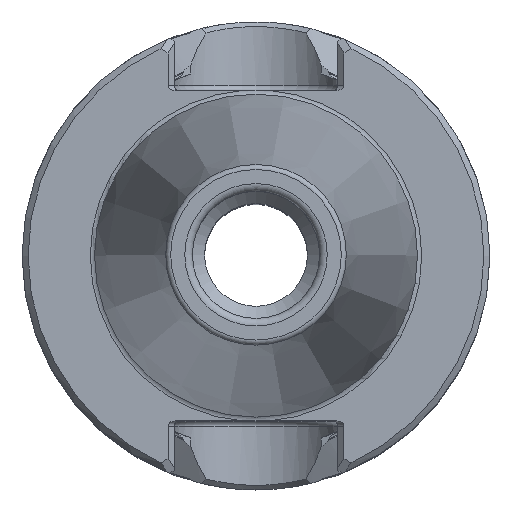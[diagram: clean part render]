
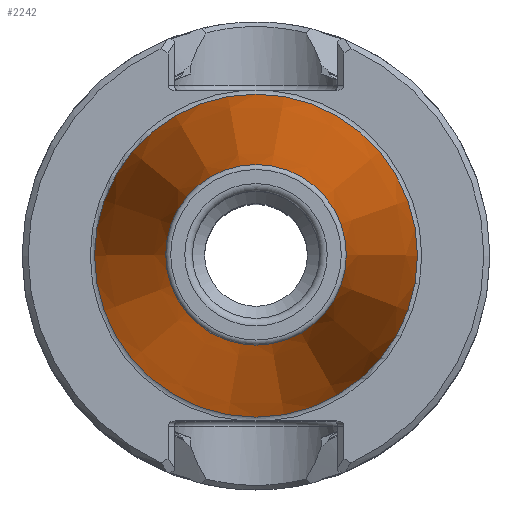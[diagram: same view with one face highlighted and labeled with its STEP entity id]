
A CAD part, top view. The second image highlights one B-rep face of the part: STEP entity #2242.
In plain terms, the highlighted conical face has half-angle 8.297 degrees and reference radius 8.879 mm.
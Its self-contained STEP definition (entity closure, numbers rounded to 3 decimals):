
#287=CONICAL_SURFACE('',#2388,8.879,0.145);
#370=ORIENTED_EDGE('',*,*,#762,.T.);
#371=ORIENTED_EDGE('',*,*,#761,.F.);
#761=EDGE_CURVE('',#975,#975,#1129,.T.);
#762=EDGE_CURVE('',#976,#976,#1130,.T.);
#975=VERTEX_POINT('',#3051);
#976=VERTEX_POINT('',#3054);
#1129=CIRCLE('',#2387,8.879);
#1130=CIRCLE('',#2389,15.876);
#1238=EDGE_LOOP('',(#370));
#1239=EDGE_LOOP('',(#371));
#1384=FACE_BOUND('',#1238,.T.);
#1385=FACE_BOUND('',#1239,.T.);
#2242=ADVANCED_FACE('',(#1384,#1385),#287,.T.);
#2387=AXIS2_PLACEMENT_3D('',#3050,#2652,#2653);
#2388=AXIS2_PLACEMENT_3D('',#3052,#2654,#2655);
#2389=AXIS2_PLACEMENT_3D('',#3053,#2656,#2657);
#2652=DIRECTION('',(0.,0.,1.));
#2653=DIRECTION('',(1.,0.,0.));
#2654=DIRECTION('',(0.,0.,-1.));
#2655=DIRECTION('',(-1.,0.,0.));
#2656=DIRECTION('',(0.,0.,1.));
#2657=DIRECTION('',(1.,0.,0.));
#3050=CARTESIAN_POINT('',(0.,0.,47.972));
#3051=CARTESIAN_POINT('',(8.879,0.,47.972));
#3052=CARTESIAN_POINT('',(0.,0.,47.972));
#3053=CARTESIAN_POINT('',(0.,0.,-0.009));
#3054=CARTESIAN_POINT('',(15.876,0.,-0.009));
